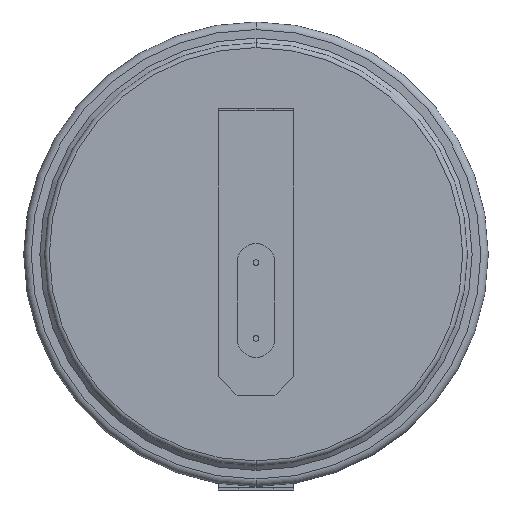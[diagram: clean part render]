
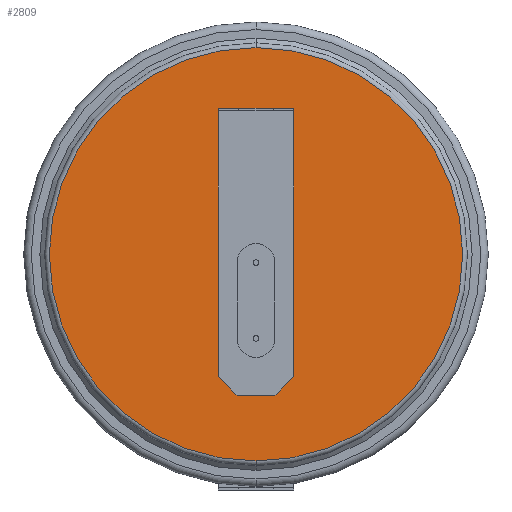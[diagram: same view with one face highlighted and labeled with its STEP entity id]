
A CAD part, front view. The second image highlights one B-rep face of the part: STEP entity #2809.
In plain terms, the highlighted planar face has unit normal (0, -1, 0).
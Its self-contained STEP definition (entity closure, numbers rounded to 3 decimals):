
#4 = CARTESIAN_POINT ( 'NONE',  ( 0., 0.05, -10.9 ) ) ;
#392 = EDGE_CURVE ( 'NONE', #1534, #2111, #1743, .T. ) ;
#485 = AXIS2_PLACEMENT_3D ( 'NONE', #1878, #574, #2104 ) ;
#565 = DIRECTION ( 'NONE',  ( 0., -1., 0. ) ) ;
#574 = DIRECTION ( 'NONE',  ( 0., -1., 0. ) ) ;
#883 = CARTESIAN_POINT ( 'NONE',  ( 0., 0.05, 0. ) ) ;
#1079 = PLANE ( 'NONE',  #2042 ) ;
#1089 = DIRECTION ( 'NONE',  ( 0., 0., -1. ) ) ;
#1274 = CARTESIAN_POINT ( 'NONE',  ( 0., 0.05, 10.9 ) ) ;
#1534 = VERTEX_POINT ( 'NONE', #4 ) ;
#1718 = DIRECTION ( 'NONE',  ( 0., 0., -1. ) ) ;
#1743 = CIRCLE ( 'NONE', #2427, 10.9 ) ;
#1752 = EDGE_LOOP ( 'NONE', ( #2176, #2075 ) ) ;
#1878 = CARTESIAN_POINT ( 'NONE',  ( 0., 0.05, 0. ) ) ;
#2000 = FACE_OUTER_BOUND ( 'NONE', #1752, .T. ) ;
#2042 = AXIS2_PLACEMENT_3D ( 'NONE', #883, #2409, #1089 ) ;
#2075 = ORIENTED_EDGE ( 'NONE', *, *, #2616, .T. ) ;
#2104 = DIRECTION ( 'NONE',  ( 0., 0., -1. ) ) ;
#2111 = VERTEX_POINT ( 'NONE', #1274 ) ;
#2176 = ORIENTED_EDGE ( 'NONE', *, *, #392, .T. ) ;
#2409 = DIRECTION ( 'NONE',  ( 0., -1., 0. ) ) ;
#2427 = AXIS2_PLACEMENT_3D ( 'NONE', #2746, #565, #1718 ) ;
#2616 = EDGE_CURVE ( 'NONE', #2111, #1534, #2658, .T. ) ;
#2658 = CIRCLE ( 'NONE', #485, 10.9 ) ;
#2746 = CARTESIAN_POINT ( 'NONE',  ( 0., 0.05, 0. ) ) ;
#2809 = ADVANCED_FACE ( 'NONE', ( #2000 ), #1079, .T. ) ;
